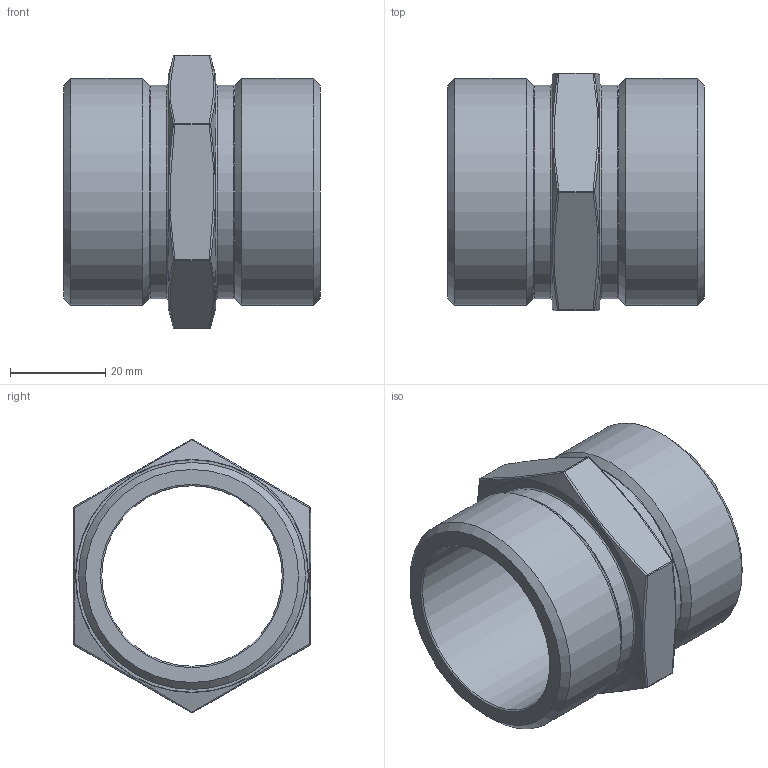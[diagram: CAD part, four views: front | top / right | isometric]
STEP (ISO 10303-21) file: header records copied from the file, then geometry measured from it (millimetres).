
FILE_DESCRIPTION (( 'STEP AP214' ), '1' );
FILE_NAME ('DN-112-6KZ-I 2308.STEP', '2023-08-07T13:06:21', ( '' ), ( '' ), 'SwSTEP 2.0', 'SolidWorks 2019', '' );
FILE_SCHEMA (( 'AUTOMOTIVE_DESIGN' ));
Length unit declared in the file: millimetre
Products named in the file (1): DN-112-6KZ-I 2308
Bounding box: 54 x 50 x 57.64 mm (x, y, z)
Volume: 36903.4 mm3; surface area: 16851.9 mm2
Topology: 1 solids, 1 shells, 231 faces, 577 edges, 363 vertices
Faces by surface type: plane 125, bspline 69, sphere 12, cylinder 11, torus 8, cone 6
Full cylindrical faces by diameter (mm): 38 x1, 45 x2, 47.803 x2
Entity records: 11868 total; most frequent: CARTESIAN_POINT 5080, ORIENTED_EDGE 1094, DIRECTION 793, EDGE_CURVE 547, VERTEX_POINT 360, VECTOR 351, LINE 351, EDGE_LOOP 275
